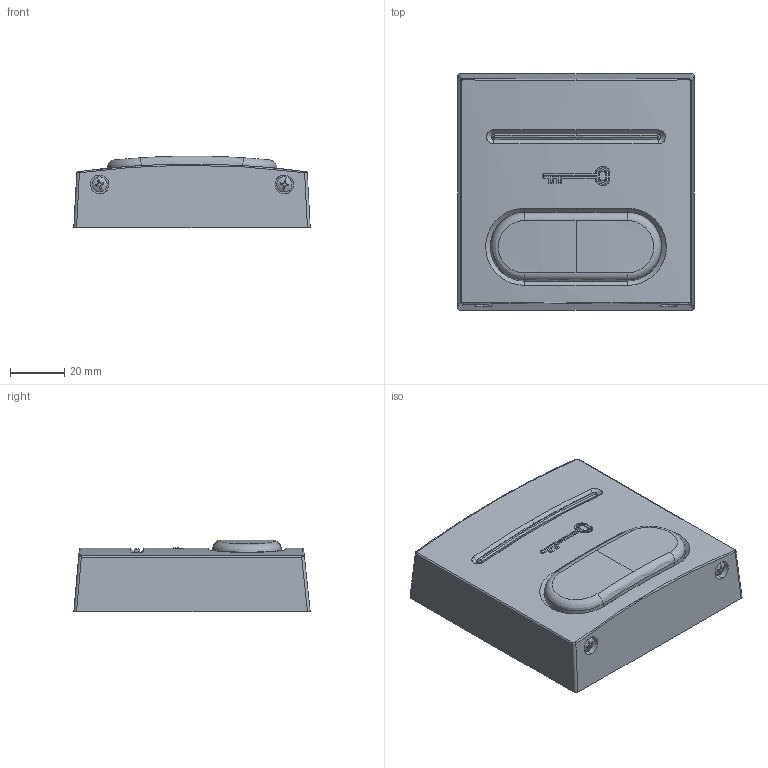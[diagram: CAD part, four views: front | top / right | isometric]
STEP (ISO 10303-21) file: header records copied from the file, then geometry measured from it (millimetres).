
FILE_DESCRIPTION (( 'STEP AP214' ), '1' );
FILE_NAME ('PBAL1.step', '2021-07-29T14:59:40', ( '' ), ( '' ), 'SwSTEP 2.0', 'SolidWorks 2020', '' );
FILE_SCHEMA (( 'AUTOMOTIVE_DESIGN' ));
Length unit declared in the file: millimetre
Products named in the file (1): PBAL1
Bounding box: 87 x 87 x 26.4 mm (x, y, z)
Volume: 99792.8 mm3; surface area: 96776.5 mm2
Topology: 82 solids, 82 shells, 2893 faces, 7188 edges, 4577 vertices
Faces by surface type: plane 1880, bspline 369, cylinder 345, cone 267, torus 20, sphere 12
Entity records: 137844 total; most frequent: CARTESIAN_POINT 38376, ORIENTED_EDGE 14344, DIRECTION 12644, EDGE_CURVE 7172, LINE 4958, VECTOR 4958, VERTEX_POINT 4577, AXIS2_PLACEMENT_3D 3843
